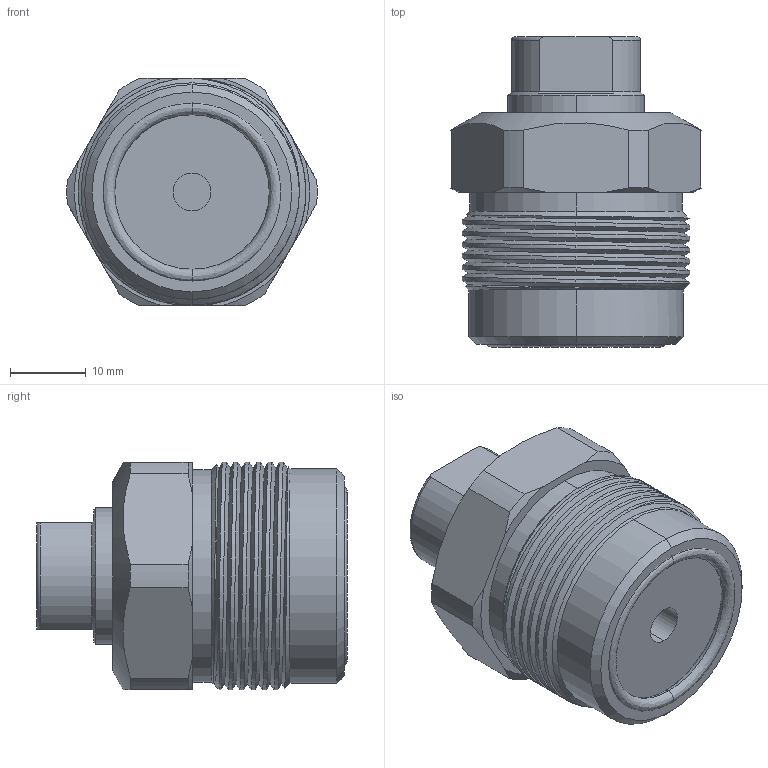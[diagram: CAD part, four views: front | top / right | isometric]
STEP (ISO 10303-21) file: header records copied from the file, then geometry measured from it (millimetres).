
FILE_DESCRIPTION (( 'STEP AP214' ), '1' );
FILE_NAME ('CTC-P030A-05.STEP', '2020-10-23T06:39:39', ( 'PC' ), ( '' ), 'SwSTEP 2.0', 'SolidWorks 2016', '' );
FILE_SCHEMA (( 'AUTOMOTIVE_DESIGN' ));
Length unit declared in the file: millimetre
Products named in the file (3): 錨璃5; AS568-019; CTC-P030A-05
Assembly tree (2 placements, depth 2):
  CTC-P030A-05
    AS568-019
    錨璃5
Bounding box: 32.98 x 40.88 x 30 mm (x, y, z)
Volume: 21906.1 mm3; surface area: 6271.9 mm2
Topology: 2 solids, 2 shells, 78 faces, 196 edges, 124 vertices
Faces by surface type: cylinder 33, cone 18, plane 18, bspline 7, torus 2
Entity records: 5021 total; most frequent: CARTESIAN_POINT 3170, ORIENTED_EDGE 388, DIRECTION 351, EDGE_CURVE 194, AXIS2_PLACEMENT_3D 144, VERTEX_POINT 124, EDGE_LOOP 84, ADVANCED_FACE 78
